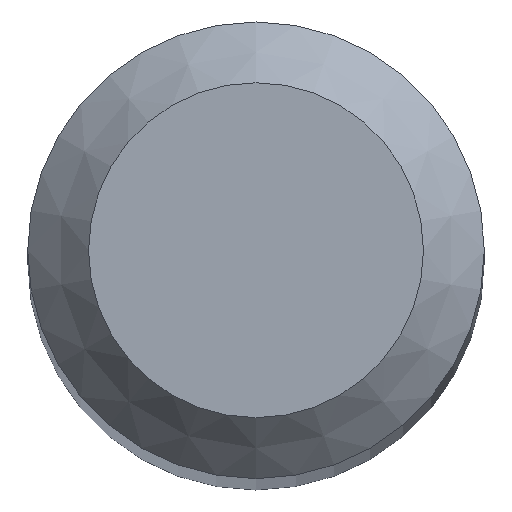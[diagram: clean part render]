
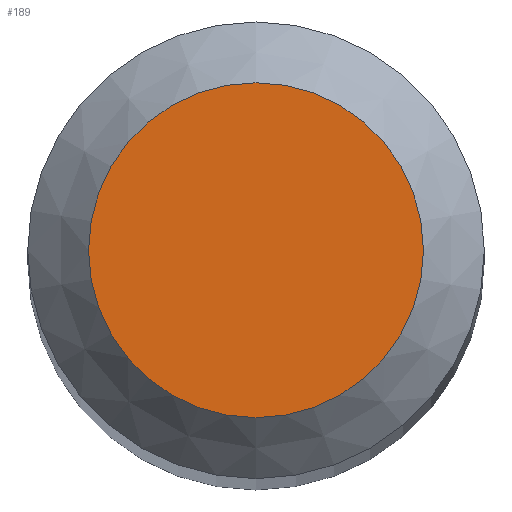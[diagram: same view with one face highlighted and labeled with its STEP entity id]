
A CAD part, top view. The second image highlights one B-rep face of the part: STEP entity #189.
In plain terms, the highlighted planar face has unit normal (0, 0, 1).
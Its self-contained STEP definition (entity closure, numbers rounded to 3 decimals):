
#2 = CARTESIAN_POINT ( 'NONE',  ( 0., 0., 30. ) ) ;
#35 = DIRECTION ( 'NONE',  ( 0., 1., 0. ) ) ;
#38 = VERTEX_POINT ( 'NONE', #40 ) ;
#40 = CARTESIAN_POINT ( 'NONE',  ( 0., 0.55, 30. ) ) ;
#57 = AXIS2_PLACEMENT_3D ( 'NONE', #2, #97, #35 ) ;
#62 = DIRECTION ( 'NONE',  ( 0., 1., 0. ) ) ;
#63 = FACE_OUTER_BOUND ( 'NONE', #165, .T. ) ;
#81 = CARTESIAN_POINT ( 'NONE',  ( 0., 0., 30. ) ) ;
#97 = DIRECTION ( 'NONE',  ( 0., 0., -1. ) ) ;
#110 = CIRCLE ( 'NONE', #57, 0.55 ) ;
#127 = AXIS2_PLACEMENT_3D ( 'NONE', #81, #188, #62 ) ;
#132 = ORIENTED_EDGE ( 'NONE', *, *, #213, .F. ) ;
#165 = EDGE_LOOP ( 'NONE', ( #132 ) ) ;
#188 = DIRECTION ( 'NONE',  ( 0., 0., -1. ) ) ;
#189 = ADVANCED_FACE ( 'NONE', ( #63 ), #222, .F. ) ;
#213 = EDGE_CURVE ( 'NONE', #38, #38, #110, .T. ) ;
#222 = PLANE ( 'NONE',  #127 ) ;
